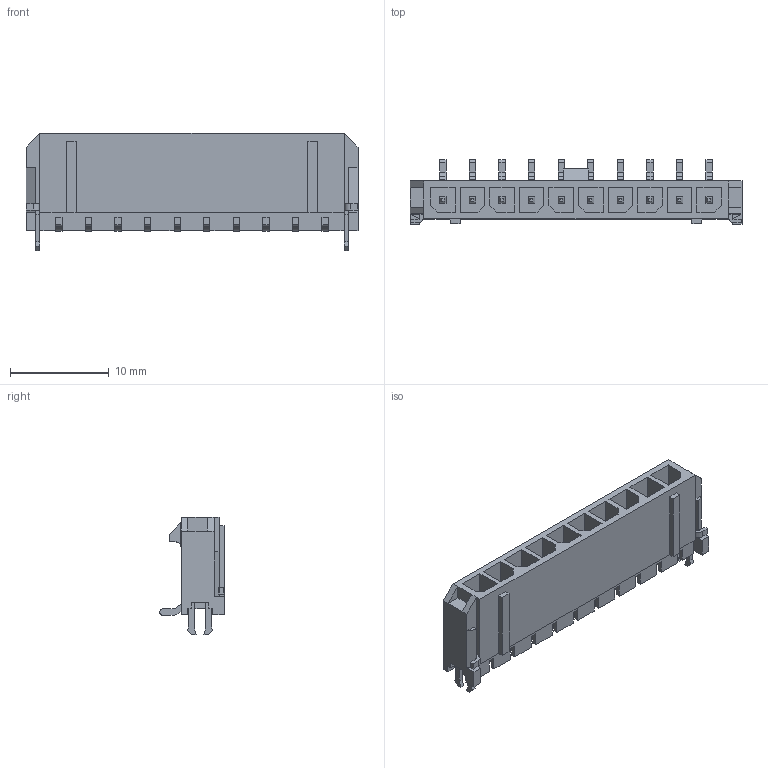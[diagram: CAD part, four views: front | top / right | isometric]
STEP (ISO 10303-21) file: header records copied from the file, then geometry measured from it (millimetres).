
FILE_DESCRIPTION((''),'2;1');
FILE_NAME('436501021','2020-10-20T',('me'),(''),'PRO/ENGINEER BY PARAMETRIC TECHNOLOGY CORPORATION, 2016010','PRO/ENGINEER BY PARAMETRIC TECHNOLOGY CORPORATION, 2016010','');
FILE_SCHEMA(('CONFIG_CONTROL_DESIGN'));
Length unit declared in the file: millimetre
Products named in the file (1): 436501021
Bounding box: 33.66 x 6.57 x 11.9 mm (x, y, z)
Volume: 800.8 mm3; surface area: 1992.6 mm2
Topology: 2 solids, 2 shells, 630 faces, 1739 edges, 1130 vertices
Faces by surface type: plane 573, cylinder 57
Entity records: 19610 total; most frequent: CARTESIAN_POINT 3456, ORIENTED_EDGE 3390, DIRECTION 3159, EDGE_CURVE 1695, VECTOR 1581, LINE 1581, VERTEX_POINT 1086, AXIS2_PLACEMENT_3D 789
